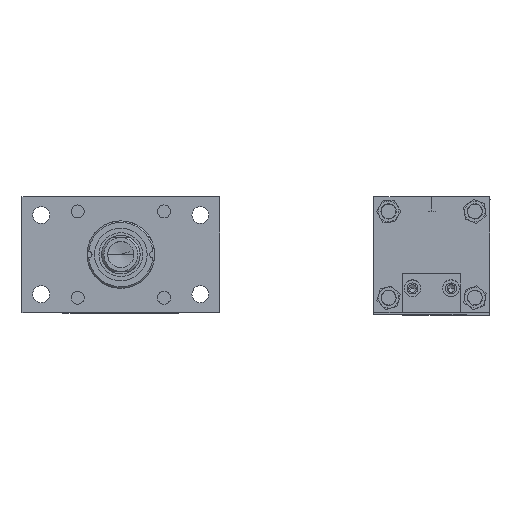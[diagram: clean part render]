
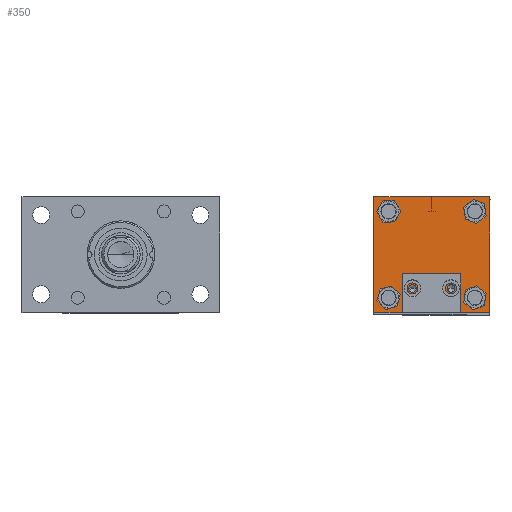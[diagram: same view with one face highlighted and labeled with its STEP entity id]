
A CAD part, top view. The second image highlights one B-rep face of the part: STEP entity #350.
In plain terms, the highlighted face is planar.
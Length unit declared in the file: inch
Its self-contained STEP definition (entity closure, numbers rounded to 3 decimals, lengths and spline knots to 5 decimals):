
#35 = ORIENTED_EDGE ( 'NONE', *, *, #3751, .T. ) ;
#38 = AXIS2_PLACEMENT_3D ( 'NONE', #11718, #2781, #5896 ) ;
#85 = EDGE_CURVE ( 'NONE', #2019, #7275, #12457, .T. ) ;
#209 = VECTOR ( 'NONE', #3177, 39.37008 ) ;
#218 = ORIENTED_EDGE ( 'NONE', *, *, #8268, .T. ) ;
#270 = VECTOR ( 'NONE', #6906, 39.37008 ) ;
#317 = CARTESIAN_POINT ( 'NONE',  ( 6.81388, 10.35691, -0.3831 ) ) ;
#348 = CARTESIAN_POINT ( 'NONE',  ( 5.71338, 7.98191, -0.3831 ) ) ;
#350 = ADVANCED_FACE ( 'NONE', ( #7276, #3231, #12605, #6824, #2271, #2451, #12595 ), #5482, .F. ) ;
#415 = DIRECTION ( 'NONE',  ( 0., 0., -1. ) ) ;
#463 = AXIS2_PLACEMENT_3D ( 'NONE', #11444, #11535, #9395 ) ;
#515 = VERTEX_POINT ( 'NONE', #748 ) ;
#633 = EDGE_CURVE ( 'NONE', #12180, #515, #3517, .T. ) ;
#744 = DIRECTION ( 'NONE',  ( 0., 0., 1. ) ) ;
#748 = CARTESIAN_POINT ( 'NONE',  ( 3.81388, 10.35691, -0.3831 ) ) ;
#927 = CARTESIAN_POINT ( 'NONE',  ( 6.43288, 9.97591, -0.3831 ) ) ;
#1007 = VECTOR ( 'NONE', #1057, 39.37008 ) ;
#1057 = DIRECTION ( 'NONE',  ( 0., -1., 0. ) ) ;
#1061 = EDGE_LOOP ( 'NONE', ( #5147, #12529 ) ) ;
#1087 = DIRECTION ( 'NONE',  ( 0., 0., 1. ) ) ;
#1292 = AXIS2_PLACEMENT_3D ( 'NONE', #4231, #8160, #4146 ) ;
#1320 = VERTEX_POINT ( 'NONE', #4094 ) ;
#1354 = CARTESIAN_POINT ( 'NONE',  ( 4.81388, 7.98191, -0.3831 ) ) ;
#1397 = DIRECTION ( 'NONE',  ( -1., 0., 0. ) ) ;
#1640 = CIRCLE ( 'NONE', #10754, 0.1005 ) ;
#1664 = ORIENTED_EDGE ( 'NONE', *, *, #9577, .F. ) ;
#1795 = CARTESIAN_POINT ( 'NONE',  ( 4.81388, 7.98191, -0.3831 ) ) ;
#1844 = CARTESIAN_POINT ( 'NONE',  ( 6.43288, 9.97591, -0.3831 ) ) ;
#1880 = DIRECTION ( 'NONE',  ( 1., 0., 0. ) ) ;
#1919 = DIRECTION ( 'NONE',  ( 0., -1., 0. ) ) ;
#2019 = VERTEX_POINT ( 'NONE', #11989 ) ;
#2086 = CARTESIAN_POINT ( 'NONE',  ( 4.71338, 7.98191, -0.3831 ) ) ;
#2110 = CARTESIAN_POINT ( 'NONE',  ( 4.19488, 7.73791, -0.3831 ) ) ;
#2134 = CIRCLE ( 'NONE', #12641, 0.203 ) ;
#2211 = EDGE_CURVE ( 'NONE', #8078, #4137, #11751, .T. ) ;
#2271 = FACE_BOUND ( 'NONE', #4693, .T. ) ;
#2363 = VERTEX_POINT ( 'NONE', #2086 ) ;
#2412 = EDGE_CURVE ( 'NONE', #4458, #2363, #5184, .T. ) ;
#2446 = EDGE_CURVE ( 'NONE', #9437, #5137, #9239, .T. ) ;
#2451 = FACE_BOUND ( 'NONE', #12568, .T. ) ;
#2775 = ORIENTED_EDGE ( 'NONE', *, *, #12031, .T. ) ;
#2781 = DIRECTION ( 'NONE',  ( 0., 0., 1. ) ) ;
#2939 = DIRECTION ( 'NONE',  ( 1., 0., 0. ) ) ;
#2949 = DIRECTION ( 'NONE',  ( 0., 0., 1. ) ) ;
#3177 = DIRECTION ( 'NONE',  ( -1., 0., 0. ) ) ;
#3231 = FACE_BOUND ( 'NONE', #4487, .T. ) ;
#3498 = ORIENTED_EDGE ( 'NONE', *, *, #3521, .T. ) ;
#3517 = LINE ( 'NONE', #7024, #270 ) ;
#3521 = EDGE_CURVE ( 'NONE', #7275, #2019, #5018, .T. ) ;
#3751 = EDGE_CURVE ( 'NONE', #10225, #1320, #12032, .T. ) ;
#4094 = CARTESIAN_POINT ( 'NONE',  ( 4.39788, 9.97591, -0.3831 ) ) ;
#4137 = VERTEX_POINT ( 'NONE', #11811 ) ;
#4146 = DIRECTION ( 'NONE',  ( 1., 0., 0. ) ) ;
#4231 = CARTESIAN_POINT ( 'NONE',  ( 4.19488, 7.73791, -0.3831 ) ) ;
#4261 = CARTESIAN_POINT ( 'NONE',  ( 6.81388, 7.35691, -0.3831 ) ) ;
#4442 = VERTEX_POINT ( 'NONE', #11188 ) ;
#4448 = ORIENTED_EDGE ( 'NONE', *, *, #6584, .T. ) ;
#4458 = VERTEX_POINT ( 'NONE', #12147 ) ;
#4487 = EDGE_LOOP ( 'NONE', ( #1664, #8471 ) ) ;
#4521 = EDGE_CURVE ( 'NONE', #5137, #9437, #6218, .T. ) ;
#4693 = EDGE_LOOP ( 'NONE', ( #4834, #10843 ) ) ;
#4834 = ORIENTED_EDGE ( 'NONE', *, *, #2211, .T. ) ;
#4895 = AXIS2_PLACEMENT_3D ( 'NONE', #5149, #1087, #8085 ) ;
#5018 = CIRCLE ( 'NONE', #1292, 0.203 ) ;
#5039 = CARTESIAN_POINT ( 'NONE',  ( 3.81388, 5.55135, -0.3831 ) ) ;
#5137 = VERTEX_POINT ( 'NONE', #9095 ) ;
#5147 = ORIENTED_EDGE ( 'NONE', *, *, #2446, .F. ) ;
#5149 = CARTESIAN_POINT ( 'NONE',  ( 4.19488, 9.97591, -0.3831 ) ) ;
#5184 = CIRCLE ( 'NONE', #11559, 0.1005 ) ;
#5380 = LINE ( 'NONE', #5039, #1007 ) ;
#5482 = PLANE ( 'NONE',  #6337 ) ;
#5769 = DIRECTION ( 'NONE',  ( 0., 0., 1. ) ) ;
#5815 = LINE ( 'NONE', #9165, #209 ) ;
#5857 = ORIENTED_EDGE ( 'NONE', *, *, #10827, .F. ) ;
#5896 = DIRECTION ( 'NONE',  ( 1., 0., 0. ) ) ;
#5948 = AXIS2_PLACEMENT_3D ( 'NONE', #12846, #2949, #1880 ) ;
#6072 = ORIENTED_EDGE ( 'NONE', *, *, #11608, .T. ) ;
#6218 = CIRCLE ( 'NONE', #463, 0.1005 ) ;
#6337 = AXIS2_PLACEMENT_3D ( 'NONE', #9579, #12591, #8468 ) ;
#6584 = EDGE_CURVE ( 'NONE', #9063, #8626, #12616, .T. ) ;
#6658 = EDGE_LOOP ( 'NONE', ( #35, #218 ) ) ;
#6683 = DIRECTION ( 'NONE',  ( -1., 0., 0. ) ) ;
#6824 = FACE_BOUND ( 'NONE', #11944, .T. ) ;
#6871 = CARTESIAN_POINT ( 'NONE',  ( 3.99188, 9.97591, -0.3831 ) ) ;
#6906 = DIRECTION ( 'NONE',  ( -1., 0., 0. ) ) ;
#7024 = CARTESIAN_POINT ( 'NONE',  ( 5.31388, 10.35691, -0.3831 ) ) ;
#7103 = VERTEX_POINT ( 'NONE', #4261 ) ;
#7262 = AXIS2_PLACEMENT_3D ( 'NONE', #927, #7907, #2939 ) ;
#7266 = DIRECTION ( 'NONE',  ( 0., 0., -1. ) ) ;
#7275 = VERTEX_POINT ( 'NONE', #12663 ) ;
#7276 = FACE_BOUND ( 'NONE', #1061, .T. ) ;
#7281 = CIRCLE ( 'NONE', #38, 0.203 ) ;
#7568 = ORIENTED_EDGE ( 'NONE', *, *, #7809, .T. ) ;
#7728 = EDGE_CURVE ( 'NONE', #4137, #8078, #2134, .T. ) ;
#7809 = EDGE_CURVE ( 'NONE', #8626, #9063, #12464, .T. ) ;
#7907 = DIRECTION ( 'NONE',  ( 0., 0., 1. ) ) ;
#8078 = VERTEX_POINT ( 'NONE', #9620 ) ;
#8085 = DIRECTION ( 'NONE',  ( 1., 0., 0. ) ) ;
#8123 = EDGE_LOOP ( 'NONE', ( #2775, #5857, #9789, #6072 ) ) ;
#8160 = DIRECTION ( 'NONE',  ( 0., 0., 1. ) ) ;
#8268 = EDGE_CURVE ( 'NONE', #1320, #10225, #7281, .T. ) ;
#8468 = DIRECTION ( 'NONE',  ( 1., 0., 0. ) ) ;
#8471 = ORIENTED_EDGE ( 'NONE', *, *, #2412, .F. ) ;
#8626 = VERTEX_POINT ( 'NONE', #10938 ) ;
#9063 = VERTEX_POINT ( 'NONE', #9452 ) ;
#9095 = CARTESIAN_POINT ( 'NONE',  ( 5.91438, 7.98191, -0.3831 ) ) ;
#9165 = CARTESIAN_POINT ( 'NONE',  ( 5.31388, 7.35691, -0.3831 ) ) ;
#9239 = CIRCLE ( 'NONE', #10913, 0.1005 ) ;
#9395 = DIRECTION ( 'NONE',  ( -1., 0., 0. ) ) ;
#9437 = VERTEX_POINT ( 'NONE', #348 ) ;
#9452 = CARTESIAN_POINT ( 'NONE',  ( 6.22988, 9.97591, -0.3831 ) ) ;
#9577 = EDGE_CURVE ( 'NONE', #2363, #4458, #1640, .T. ) ;
#9579 = CARTESIAN_POINT ( 'NONE',  ( 5.31388, 5.55135, -0.3831 ) ) ;
#9620 = CARTESIAN_POINT ( 'NONE',  ( 6.22988, 7.73791, -0.3831 ) ) ;
#9789 = ORIENTED_EDGE ( 'NONE', *, *, #633, .F. ) ;
#10038 = DIRECTION ( 'NONE',  ( 1., 0., 0. ) ) ;
#10055 = CARTESIAN_POINT ( 'NONE',  ( 6.81388, 5.55135, -0.3831 ) ) ;
#10225 = VERTEX_POINT ( 'NONE', #6871 ) ;
#10306 = CARTESIAN_POINT ( 'NONE',  ( 5.81388, 7.98191, -0.3831 ) ) ;
#10526 = LINE ( 'NONE', #10055, #11443 ) ;
#10754 = AXIS2_PLACEMENT_3D ( 'NONE', #1795, #10821, #6683 ) ;
#10809 = DIRECTION ( 'NONE',  ( 1., 0., 0. ) ) ;
#10821 = DIRECTION ( 'NONE',  ( 0., 0., -1. ) ) ;
#10827 = EDGE_CURVE ( 'NONE', #515, #4442, #5380, .T. ) ;
#10843 = ORIENTED_EDGE ( 'NONE', *, *, #7728, .T. ) ;
#10891 = AXIS2_PLACEMENT_3D ( 'NONE', #2110, #12162, #10038 ) ;
#10913 = AXIS2_PLACEMENT_3D ( 'NONE', #10306, #415, #1397 ) ;
#10938 = CARTESIAN_POINT ( 'NONE',  ( 6.63588, 9.97591, -0.3831 ) ) ;
#11133 = AXIS2_PLACEMENT_3D ( 'NONE', #1844, #744, #11894 ) ;
#11188 = CARTESIAN_POINT ( 'NONE',  ( 3.81388, 7.35691, -0.3831 ) ) ;
#11443 = VECTOR ( 'NONE', #1919, 39.37008 ) ;
#11444 = CARTESIAN_POINT ( 'NONE',  ( 5.81388, 7.98191, -0.3831 ) ) ;
#11535 = DIRECTION ( 'NONE',  ( 0., 0., -1. ) ) ;
#11559 = AXIS2_PLACEMENT_3D ( 'NONE', #1354, #7266, #12304 ) ;
#11568 = ORIENTED_EDGE ( 'NONE', *, *, #85, .T. ) ;
#11608 = EDGE_CURVE ( 'NONE', #12180, #7103, #10526, .T. ) ;
#11703 = CARTESIAN_POINT ( 'NONE',  ( 6.43288, 7.73791, -0.3831 ) ) ;
#11718 = CARTESIAN_POINT ( 'NONE',  ( 4.19488, 9.97591, -0.3831 ) ) ;
#11751 = CIRCLE ( 'NONE', #5948, 0.203 ) ;
#11811 = CARTESIAN_POINT ( 'NONE',  ( 6.63588, 7.73791, -0.3831 ) ) ;
#11894 = DIRECTION ( 'NONE',  ( 1., 0., 0. ) ) ;
#11944 = EDGE_LOOP ( 'NONE', ( #3498, #11568 ) ) ;
#11989 = CARTESIAN_POINT ( 'NONE',  ( 4.39788, 7.73791, -0.3831 ) ) ;
#12031 = EDGE_CURVE ( 'NONE', #7103, #4442, #5815, .T. ) ;
#12032 = CIRCLE ( 'NONE', #4895, 0.203 ) ;
#12147 = CARTESIAN_POINT ( 'NONE',  ( 4.91438, 7.98191, -0.3831 ) ) ;
#12162 = DIRECTION ( 'NONE',  ( 0., 0., 1. ) ) ;
#12180 = VERTEX_POINT ( 'NONE', #317 ) ;
#12304 = DIRECTION ( 'NONE',  ( -1., 0., 0. ) ) ;
#12457 = CIRCLE ( 'NONE', #10891, 0.203 ) ;
#12464 = CIRCLE ( 'NONE', #7262, 0.203 ) ;
#12529 = ORIENTED_EDGE ( 'NONE', *, *, #4521, .F. ) ;
#12568 = EDGE_LOOP ( 'NONE', ( #4448, #7568 ) ) ;
#12591 = DIRECTION ( 'NONE',  ( 0., 0., 1. ) ) ;
#12595 = FACE_OUTER_BOUND ( 'NONE', #8123, .T. ) ;
#12605 = FACE_BOUND ( 'NONE', #6658, .T. ) ;
#12616 = CIRCLE ( 'NONE', #11133, 0.203 ) ;
#12641 = AXIS2_PLACEMENT_3D ( 'NONE', #11703, #5769, #10809 ) ;
#12663 = CARTESIAN_POINT ( 'NONE',  ( 3.99188, 7.73791, -0.3831 ) ) ;
#12846 = CARTESIAN_POINT ( 'NONE',  ( 6.43288, 7.73791, -0.3831 ) ) ;
